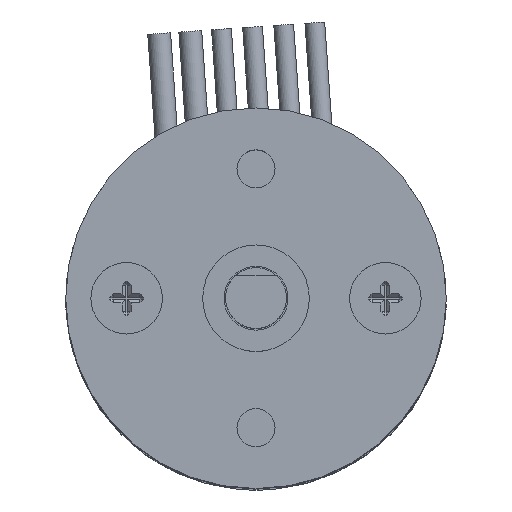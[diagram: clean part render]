
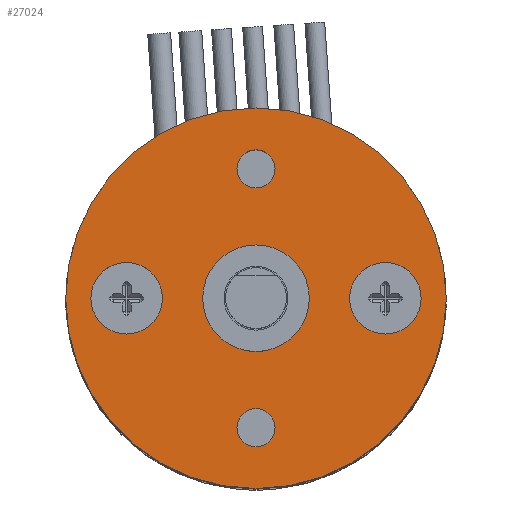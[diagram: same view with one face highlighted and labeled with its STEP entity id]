
A CAD part, top view. The second image highlights one B-rep face of the part: STEP entity #27024.
In plain terms, the highlighted planar face has unit normal (0, 0, 1).
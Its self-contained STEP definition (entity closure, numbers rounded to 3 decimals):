
#241 = EDGE_LOOP ( 'NONE', ( #1330 ) ) ;
#310 = DIRECTION ( 'NONE',  ( 0., 0., -1. ) ) ;
#686 = AXIS2_PLACEMENT_3D ( 'NONE', #25780, #23163, #2102 ) ;
#734 = ORIENTED_EDGE ( 'NONE', *, *, #20321, .F. ) ;
#1330 = ORIENTED_EDGE ( 'NONE', *, *, #9495, .F. ) ;
#1986 = FACE_BOUND ( 'NONE', #241, .T. ) ;
#2102 = DIRECTION ( 'NONE',  ( 1., 0., 0. ) ) ;
#2331 = CIRCLE ( 'NONE', #7610, 2.35 ) ;
#2873 = DIRECTION ( 'NONE',  ( -1., 0., 0. ) ) ;
#3264 = FACE_BOUND ( 'NONE', #8582, .T. ) ;
#3659 = VERTEX_POINT ( 'NONE', #23925 ) ;
#3935 = ORIENTED_EDGE ( 'NONE', *, *, #21046, .F. ) ;
#4360 = EDGE_LOOP ( 'NONE', ( #3935 ) ) ;
#4497 = VERTEX_POINT ( 'NONE', #5560 ) ;
#5420 = DIRECTION ( 'NONE',  ( 1., 0., 0. ) ) ;
#5560 = CARTESIAN_POINT ( 'NONE',  ( -3.5, 0., 0. ) ) ;
#5604 = CARTESIAN_POINT ( 'NONE',  ( -8.5, 0., 0. ) ) ;
#5665 = CARTESIAN_POINT ( 'NONE',  ( 10.85, 0., 0. ) ) ;
#6417 = CARTESIAN_POINT ( 'NONE',  ( 0., -8.5, 0. ) ) ;
#6606 = VERTEX_POINT ( 'NONE', #29405 ) ;
#6977 = AXIS2_PLACEMENT_3D ( 'NONE', #6417, #19407, #8750 ) ;
#7236 = AXIS2_PLACEMENT_3D ( 'NONE', #5604, #310, #2873 ) ;
#7610 = AXIS2_PLACEMENT_3D ( 'NONE', #7733, #20952, #5420 ) ;
#7733 = CARTESIAN_POINT ( 'NONE',  ( 8.5, 0., 0. ) ) ;
#8582 = EDGE_LOOP ( 'NONE', ( #734 ) ) ;
#8750 = DIRECTION ( 'NONE',  ( 1., 0., 0. ) ) ;
#9083 = CARTESIAN_POINT ( 'NONE',  ( 0., 0., 0. ) ) ;
#9495 = EDGE_CURVE ( 'NONE', #22397, #22397, #17151, .T. ) ;
#10793 = VERTEX_POINT ( 'NONE', #5665 ) ;
#10867 = EDGE_CURVE ( 'NONE', #30720, #30720, #18212, .T. ) ;
#11095 = EDGE_LOOP ( 'NONE', ( #25762 ) ) ;
#12533 = CIRCLE ( 'NONE', #25128, 12.5 ) ;
#12756 = EDGE_LOOP ( 'NONE', ( #29068 ) ) ;
#13541 = CARTESIAN_POINT ( 'NONE',  ( -10.85, 0., 0. ) ) ;
#14108 = FACE_OUTER_BOUND ( 'NONE', #34295, .T. ) ;
#14318 = DIRECTION ( 'NONE',  ( -1., 0., 0. ) ) ;
#14460 = AXIS2_PLACEMENT_3D ( 'NONE', #24082, #16488, #16382 ) ;
#16265 = PLANE ( 'NONE',  #14460 ) ;
#16382 = DIRECTION ( 'NONE',  ( -1., 0., 0. ) ) ;
#16444 = EDGE_CURVE ( 'NONE', #4497, #4497, #25196, .T. ) ;
#16457 = CARTESIAN_POINT ( 'NONE',  ( 1.25, -8.5, 0. ) ) ;
#16488 = DIRECTION ( 'NONE',  ( 0., 0., -1. ) ) ;
#17151 = CIRCLE ( 'NONE', #6977, 1.25 ) ;
#18108 = AXIS2_PLACEMENT_3D ( 'NONE', #27624, #24685, #14318 ) ;
#18212 = CIRCLE ( 'NONE', #7236, 2.35 ) ;
#19407 = DIRECTION ( 'NONE',  ( 0., 0., 1. ) ) ;
#20167 = CIRCLE ( 'NONE', #686, 1.25 ) ;
#20321 = EDGE_CURVE ( 'NONE', #10793, #10793, #2331, .T. ) ;
#20952 = DIRECTION ( 'NONE',  ( 0., 0., 1. ) ) ;
#21046 = EDGE_CURVE ( 'NONE', #3659, #3659, #20167, .T. ) ;
#22397 = VERTEX_POINT ( 'NONE', #16457 ) ;
#22447 = DIRECTION ( 'NONE',  ( 0., 0., -1. ) ) ;
#23163 = DIRECTION ( 'NONE',  ( 0., 0., 1. ) ) ;
#23925 = CARTESIAN_POINT ( 'NONE',  ( 1.25, 8.5, 0. ) ) ;
#24082 = CARTESIAN_POINT ( 'NONE',  ( 0., 0., 0. ) ) ;
#24685 = DIRECTION ( 'NONE',  ( 0., 0., 1. ) ) ;
#25128 = AXIS2_PLACEMENT_3D ( 'NONE', #9083, #22447, #27842 ) ;
#25196 = CIRCLE ( 'NONE', #18108, 3.5 ) ;
#25762 = ORIENTED_EDGE ( 'NONE', *, *, #16444, .F. ) ;
#25780 = CARTESIAN_POINT ( 'NONE',  ( 0., 8.5, 0. ) ) ;
#26645 = FACE_BOUND ( 'NONE', #12756, .T. ) ;
#27024 = ADVANCED_FACE ( 'NONE', ( #3264, #1986, #29117, #14108, #33648, #26645 ), #16265, .F. ) ;
#27624 = CARTESIAN_POINT ( 'NONE',  ( 0., 0., 0. ) ) ;
#27842 = DIRECTION ( 'NONE',  ( -1., 0., 0. ) ) ;
#28043 = ORIENTED_EDGE ( 'NONE', *, *, #29969, .F. ) ;
#29068 = ORIENTED_EDGE ( 'NONE', *, *, #10867, .T. ) ;
#29117 = FACE_BOUND ( 'NONE', #4360, .T. ) ;
#29405 = CARTESIAN_POINT ( 'NONE',  ( -12.5, 0., 0. ) ) ;
#29969 = EDGE_CURVE ( 'NONE', #6606, #6606, #12533, .T. ) ;
#30720 = VERTEX_POINT ( 'NONE', #13541 ) ;
#33648 = FACE_BOUND ( 'NONE', #11095, .T. ) ;
#34295 = EDGE_LOOP ( 'NONE', ( #28043 ) ) ;
